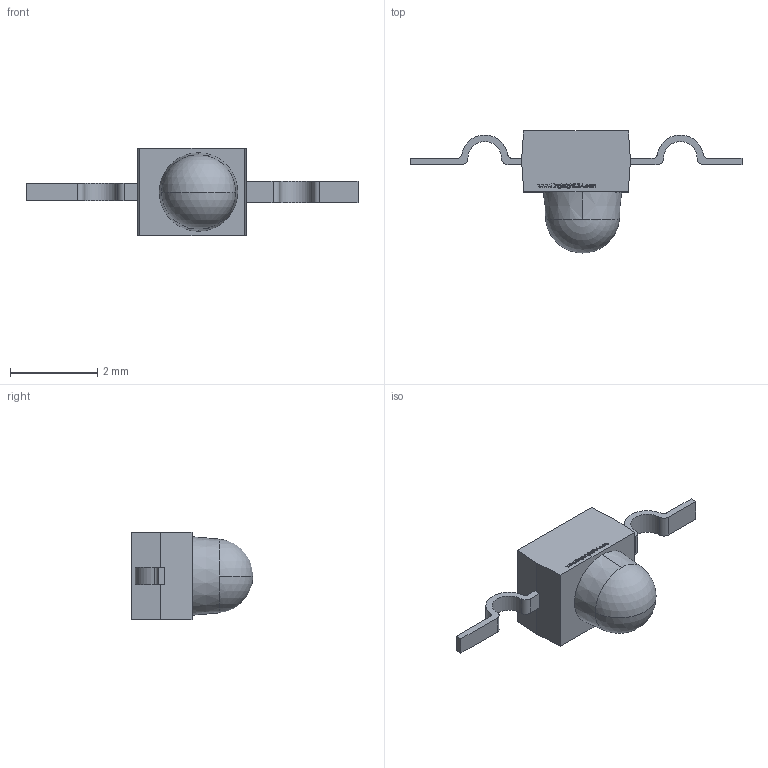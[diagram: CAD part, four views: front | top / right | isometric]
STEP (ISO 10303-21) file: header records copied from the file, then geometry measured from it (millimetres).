
FILE_DESCRIPTION (( 'STEP AP214' ), '1' );
FILE_NAME ('AM2520-8.STEP', '2008-09-02T20:49:40', ( '' ), ( '' ), 'SwSTEP 2.0', 'SolidWorks 2008', '' );
FILE_SCHEMA (( 'AUTOMOTIVE_DESIGN' ));
Length unit declared in the file: millimetre
Products named in the file (1): AM2520-8
Bounding box: 7.62 x 2.8 x 2 mm (x, y, z)
Volume: 9.9 mm3; surface area: 35 mm2
Topology: 3 solids, 3 shells, 323 faces, 865 edges, 577 vertices
Faces by surface type: plane 191, bspline 116, cylinder 12, cone 2, sphere 2
Entity records: 19069 total; most frequent: CARTESIAN_POINT 8154, ORIENTED_EDGE 1730, DIRECTION 1081, EDGE_CURVE 865, VECTOR 601, LINE 601, VERTEX_POINT 577, EDGE_LOOP 352
